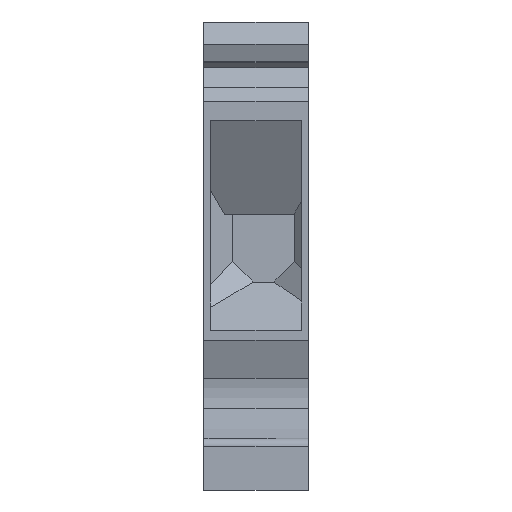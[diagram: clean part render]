
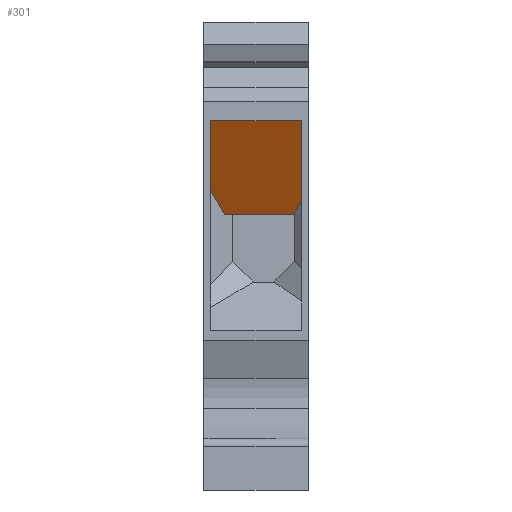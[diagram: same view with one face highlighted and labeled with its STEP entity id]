
A CAD part, front view. The second image highlights one B-rep face of the part: STEP entity #301.
In plain terms, the highlighted planar face has unit normal (0, -0.866, -0.5).
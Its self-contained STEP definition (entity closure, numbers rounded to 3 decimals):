
#37=CARTESIAN_POINT('',(11.35,2.7,42.889));
#38=VERTEX_POINT('',#37);
#45=CARTESIAN_POINT('',(11.35,8.1,33.536));
#46=VERTEX_POINT('',#45);
#47=CARTESIAN_POINT('',(11.35,2.7,42.889));
#48=DIRECTION('',(0.,0.5,-0.866));
#49=VECTOR('',#48,10.8);
#50=LINE('',#47,#49);
#51=EDGE_CURVE('',#38,#46,#50,.T.);
#145=CARTESIAN_POINT('',(10.55,8.9,32.15));
#146=VERTEX_POINT('',#145);
#147=CARTESIAN_POINT('',(11.35,8.1,33.536));
#148=DIRECTION('',(-0.447,0.447,-0.775));
#149=VECTOR('',#148,1.789);
#150=LINE('',#147,#149);
#151=EDGE_CURVE('',#46,#146,#150,.T.);
#170=CARTESIAN_POINT('',(10.55,8.98,32.011));
#171=VERTEX_POINT('',#170);
#172=CARTESIAN_POINT('',(10.55,8.9,32.15));
#173=DIRECTION('',(0.,0.5,-0.866));
#174=VECTOR('',#173,0.16);
#175=LINE('',#172,#174);
#176=EDGE_CURVE('',#146,#171,#175,.T.);
#241=CARTESIAN_POINT('',(2.43,8.98,32.011));
#242=VERTEX_POINT('',#241);
#243=CARTESIAN_POINT('',(10.55,8.98,32.011));
#244=DIRECTION('',(-1.,0.,0.));
#245=VECTOR('',#244,8.12);
#246=LINE('',#243,#245);
#247=EDGE_CURVE('',#171,#242,#246,.T.);
#268=CARTESIAN_POINT('',(6.075,5.84,37.45));
#269=DIRECTION('',(0.,-0.5,0.866));
#270=DIRECTION('',(-0.,-0.866,-0.5));
#271=AXIS2_PLACEMENT_3D('',#268,#270,#269);
#272=PLANE('',#271);
#273=CARTESIAN_POINT('',(0.8,7.35,34.835));
#274=VERTEX_POINT('',#273);
#275=CARTESIAN_POINT('',(0.8,7.35,34.835));
#276=DIRECTION('',(0.447,0.447,-0.775));
#277=VECTOR('',#276,3.645);
#278=LINE('',#275,#277);
#279=EDGE_CURVE('',#274,#242,#278,.T.);
#280=ORIENTED_EDGE('E24',*,*,#279,.T.);
#281=ORIENTED_EDGE('E24',*,*,#247,.F.);
#282=ORIENTED_EDGE('E24',*,*,#176,.F.);
#283=ORIENTED_EDGE('E24',*,*,#151,.F.);
#284=ORIENTED_EDGE('E24',*,*,#51,.F.);
#285=CARTESIAN_POINT('',(0.8,2.7,42.889));
#286=VERTEX_POINT('',#285);
#287=CARTESIAN_POINT('',(11.35,2.7,42.889));
#288=DIRECTION('',(-1.,0.,0.));
#289=VECTOR('',#288,10.55);
#290=LINE('',#287,#289);
#291=EDGE_CURVE('',#38,#286,#290,.T.);
#292=ORIENTED_EDGE('E25',*,*,#291,.T.);
#293=CARTESIAN_POINT('',(0.8,2.7,42.889));
#294=DIRECTION('',(0.,0.5,-0.866));
#295=VECTOR('',#294,9.3);
#296=LINE('',#293,#295);
#297=EDGE_CURVE('',#286,#274,#296,.T.);
#298=ORIENTED_EDGE('E26',*,*,#297,.T.);
#299=EDGE_LOOP('',(#280,#281,#282,#283,#284,#292,#298));
#300=FACE_OUTER_BOUND('',#299,.T.);
#301=ADVANCED_FACE('F8',(#300),#272,.T.);
